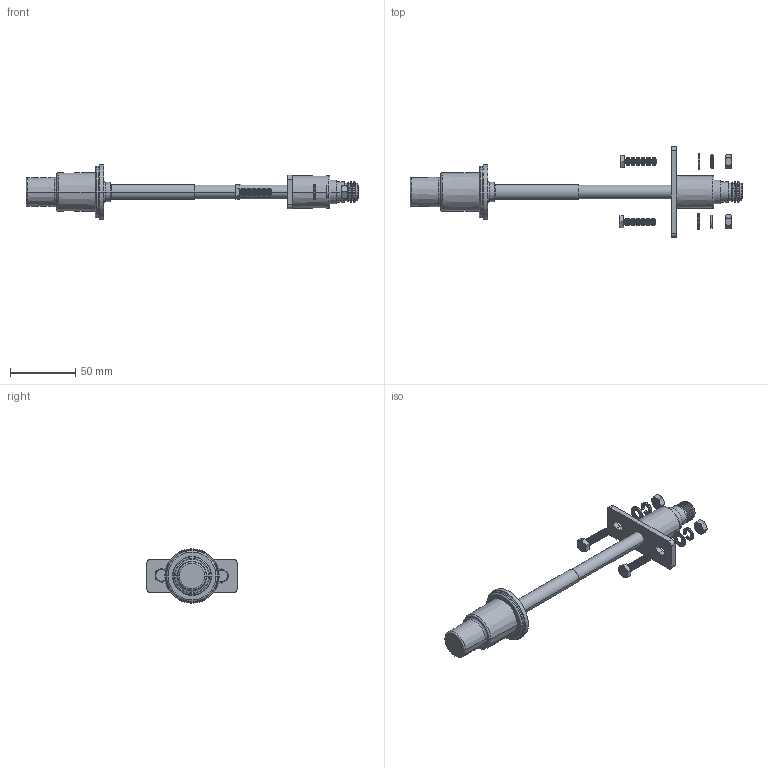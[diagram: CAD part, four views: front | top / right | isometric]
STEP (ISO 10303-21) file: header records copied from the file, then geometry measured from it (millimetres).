
FILE_DESCRIPTION (( 'STEP AP214' ), '1' );
FILE_NAME ('HGFH-522EG.STEP', '2013-08-21T12:22:43', ( 'L-Com' ), ( 'L-Com Global Connectivity' ), 'SwSTEP 2.0', 'SolidWorks 2012', '' );
FILE_SCHEMA (( 'AUTOMOTIVE_DESIGN' ));
Length unit declared in the file: inch
Products named in the file (6): HGFH-522EG; HGFH-522EG_Feed Horn; Grid-2_hexnut; .25-20x1.0 Bolt-hex; Grid-2_LockWasher; Grid-2_FlatWasher
Assembly tree (9 placements, depth 2):
  HGFH-522EG
    HGFH-522EG_Feed Horn
    .25-20x1.0 Bolt-hex  x2
    Grid-2_hexnut  x2
    Grid-2_FlatWasher  x2
    Grid-2_LockWasher  x2
Bounding box: 255.21 x 69.85 x 41.76 mm (x, y, z)
Volume: 78561.2 mm3; surface area: 24339.8 mm2
Topology: 9 solids, 9 shells, 582 faces, 1276 edges, 739 vertices
Faces by surface type: cone 304, plane 154, cylinder 64, torus 60
Entity records: 15824 total; most frequent: CARTESIAN_POINT 2152, DIRECTION 2064, ORIENTED_EDGE 1780, EDGE_CURVE 890, AXIS2_PLACEMENT_3D 785, VERTEX_POINT 529, VECTOR 494, LINE 494
